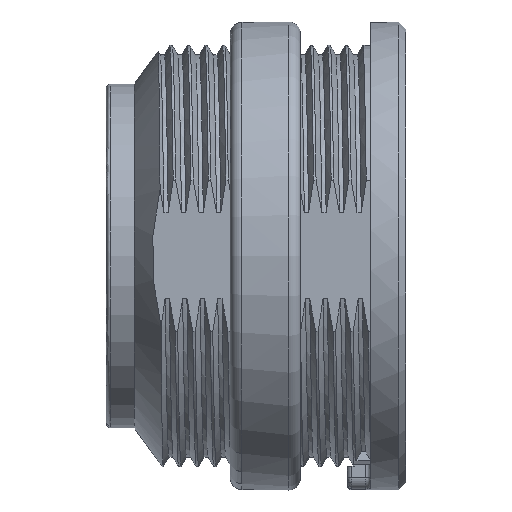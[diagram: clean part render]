
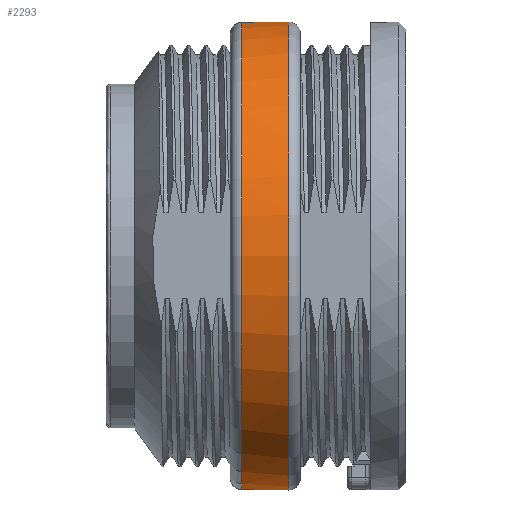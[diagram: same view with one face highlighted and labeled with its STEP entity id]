
A CAD part, top view. The second image highlights one B-rep face of the part: STEP entity #2293.
In plain terms, the highlighted cylindrical face has radius 10 mm (diameter 20 mm), a full revolution.
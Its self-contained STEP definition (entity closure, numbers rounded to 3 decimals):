
#1739=FACE_BOUND('',#3118,.T.);
#1740=FACE_BOUND('',#3119,.T.);
#2293=ADVANCED_FACE('',(#1739,#1740),#2395,.T.);
#2395=CYLINDRICAL_SURFACE('',#8490,10.);
#3118=EDGE_LOOP('',(#6184));
#3119=EDGE_LOOP('',(#6185,#6186,#6187,#6188,#6189,#6190,#6191,#6192));
#3639=LINE('',#39044,#4159);
#3644=LINE('',#39202,#4164);
#3649=LINE('',#39607,#4169);
#3653=LINE('',#39654,#4173);
#4159=VECTOR('',#9762,1.);
#4164=VECTOR('',#9769,1.);
#4169=VECTOR('',#9798,1.);
#4173=VECTOR('',#9804,1.);
#6184=ORIENTED_EDGE('',*,*,#7952,.F.);
#6185=ORIENTED_EDGE('',*,*,#7944,.F.);
#6186=ORIENTED_EDGE('',*,*,#7924,.T.);
#6187=ORIENTED_EDGE('',*,*,#7950,.T.);
#6188=ORIENTED_EDGE('',*,*,#7953,.T.);
#6189=ORIENTED_EDGE('',*,*,#7898,.F.);
#6190=ORIENTED_EDGE('',*,*,#7954,.T.);
#6191=ORIENTED_EDGE('',*,*,#7914,.T.);
#6192=ORIENTED_EDGE('',*,*,#7955,.T.);
#6893=VERTEX_POINT('',#39043);
#6894=VERTEX_POINT('',#39045);
#6906=VERTEX_POINT('',#39201);
#6907=VERTEX_POINT('',#39203);
#6914=VERTEX_POINT('',#39239);
#6915=VERTEX_POINT('',#39241);
#6924=VERTEX_POINT('',#39608);
#6927=VERTEX_POINT('',#39653);
#6928=VERTEX_POINT('',#39658);
#7898=EDGE_CURVE('',#6893,#6894,#3639,.T.);
#7914=EDGE_CURVE('',#6907,#6906,#3644,.T.);
#7924=EDGE_CURVE('',#6915,#6914,#8083,.T.);
#7944=EDGE_CURVE('',#6915,#6924,#3649,.T.);
#7950=EDGE_CURVE('',#6914,#6927,#3653,.T.);
#7952=EDGE_CURVE('',#6928,#6928,#8087,.T.);
#7953=EDGE_CURVE('',#6927,#6894,#8088,.T.);
#7954=EDGE_CURVE('',#6893,#6907,#8089,.T.);
#7955=EDGE_CURVE('',#6906,#6924,#8090,.T.);
#8083=CIRCLE('',#8476,10.);
#8087=CIRCLE('',#8486,10.);
#8088=CIRCLE('',#8487,10.);
#8089=CIRCLE('',#8488,10.);
#8090=CIRCLE('',#8489,10.);
#8476=AXIS2_PLACEMENT_3D('',#39240,#9781,#9782);
#8486=AXIS2_PLACEMENT_3D('',#39657,#9808,#9809);
#8487=AXIS2_PLACEMENT_3D('',#39659,#9810,#9811);
#8488=AXIS2_PLACEMENT_3D('',#39660,#9812,#9813);
#8489=AXIS2_PLACEMENT_3D('',#39661,#9814,#9815);
#8490=AXIS2_PLACEMENT_3D('',#39662,#9816,#9817);
#9762=DIRECTION('',(-1.,0.,0.));
#9769=DIRECTION('',(-1.,0.,0.));
#9781=DIRECTION('',(1.,0.,0.));
#9782=DIRECTION('',(0.,1.,0.));
#9798=DIRECTION('',(-1.,0.,0.));
#9804=DIRECTION('',(-1.,0.,0.));
#9808=DIRECTION('',(1.,0.,0.));
#9809=DIRECTION('',(0.,1.,0.));
#9810=DIRECTION('',(1.,0.,0.));
#9811=DIRECTION('',(0.,1.,0.));
#9812=DIRECTION('',(1.,0.,0.));
#9813=DIRECTION('',(0.,1.,0.));
#9814=DIRECTION('',(1.,0.,0.));
#9815=DIRECTION('',(0.,1.,0.));
#9816=DIRECTION('',(1.,0.,0.));
#9817=DIRECTION('',(0.,1.,0.));
#39043=CARTESIAN_POINT('',(-0.1,-9.982,0.6));
#39044=CARTESIAN_POINT('',(-0.1,-9.982,0.6));
#39045=CARTESIAN_POINT('',(-0.6,-9.982,0.6));
#39201=CARTESIAN_POINT('',(-0.6,-9.982,-0.6));
#39202=CARTESIAN_POINT('',(-0.1,-9.982,-0.6));
#39203=CARTESIAN_POINT('',(-0.1,-9.982,-0.6));
#39239=CARTESIAN_POINT('',(-0.1,9.982,0.6));
#39240=CARTESIAN_POINT('',(-0.1,0.,0.));
#39241=CARTESIAN_POINT('',(-0.1,9.982,-0.6));
#39607=CARTESIAN_POINT('',(-0.1,9.982,-0.6));
#39608=CARTESIAN_POINT('',(-0.6,9.982,-0.6));
#39653=CARTESIAN_POINT('',(-0.6,9.982,0.6));
#39654=CARTESIAN_POINT('',(1.9,9.982,0.6));
#39657=CARTESIAN_POINT('',(1.4,0.,0.));
#39658=CARTESIAN_POINT('',(1.4,10.,0.));
#39659=CARTESIAN_POINT('',(-0.6,0.,0.));
#39660=CARTESIAN_POINT('',(-0.1,0.,0.));
#39661=CARTESIAN_POINT('',(-0.6,0.,0.));
#39662=CARTESIAN_POINT('',(1.9,0.,0.));
